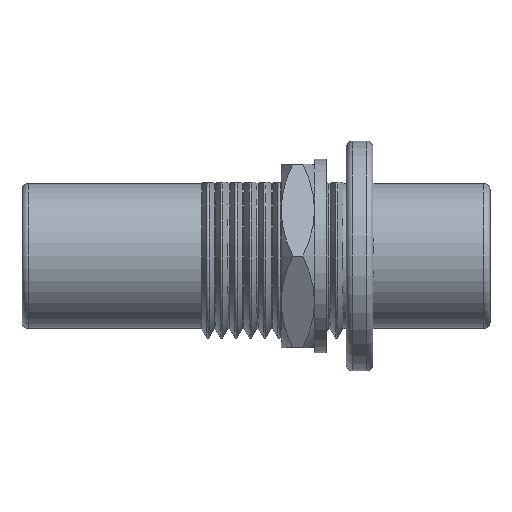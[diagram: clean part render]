
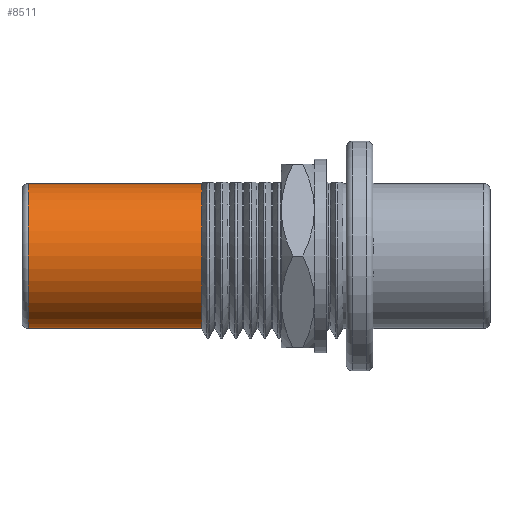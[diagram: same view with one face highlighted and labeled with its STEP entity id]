
A CAD part, left-side view. The second image highlights one B-rep face of the part: STEP entity #8511.
In plain terms, the highlighted cylindrical face has radius 5.512 mm (diameter 11.024 mm), a partial arc.
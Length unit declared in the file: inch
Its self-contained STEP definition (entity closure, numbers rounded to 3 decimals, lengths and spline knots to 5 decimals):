
#117 = DIRECTION ( 'NONE',  ( 0., -1., 0. ) ) ;
#604 = DIRECTION ( 'NONE',  ( 0., -1., 0. ) ) ;
#698 = ORIENTED_EDGE ( 'NONE', *, *, #6413, .T. ) ;
#921 = CARTESIAN_POINT ( 'NONE',  ( 0., 0., -0.217 ) ) ;
#1723 = ORIENTED_EDGE ( 'NONE', *, *, #8649, .T. ) ;
#1912 = AXIS2_PLACEMENT_3D ( 'NONE', #10457, #7087, #4938 ) ;
#2154 = AXIS2_PLACEMENT_3D ( 'NONE', #5947, #3761, #8076 ) ;
#2227 = DIRECTION ( 'NONE',  ( 0., 0., -1. ) ) ;
#2442 = VERTEX_POINT ( 'NONE', #10616 ) ;
#2648 = ORIENTED_EDGE ( 'NONE', *, *, #12623, .F. ) ;
#3761 = DIRECTION ( 'NONE',  ( 0., -1., 0. ) ) ;
#4510 = CYLINDRICAL_SURFACE ( 'NONE', #10171, 0.217 ) ;
#4860 = FACE_OUTER_BOUND ( 'NONE', #13448, .T. ) ;
#4938 = DIRECTION ( 'NONE',  ( 0., 0., -1. ) ) ;
#5207 = CIRCLE ( 'NONE', #2154, 0.217 ) ;
#5253 = LINE ( 'NONE', #13733, #7674 ) ;
#5947 = CARTESIAN_POINT ( 'NONE',  ( 0., 1.381, 0. ) ) ;
#5953 = VERTEX_POINT ( 'NONE', #11167 ) ;
#6174 = LINE ( 'NONE', #921, #9982 ) ;
#6413 = EDGE_CURVE ( 'NONE', #2442, #12937, #6174, .T. ) ;
#6440 = VERTEX_POINT ( 'NONE', #9989 ) ;
#7087 = DIRECTION ( 'NONE',  ( 0., -1., 0. ) ) ;
#7674 = VECTOR ( 'NONE', #604, 39.37008 ) ;
#8076 = DIRECTION ( 'NONE',  ( 0., 0., 1. ) ) ;
#8186 = EDGE_CURVE ( 'NONE', #5953, #6440, #5253, .T. ) ;
#8511 = ADVANCED_FACE ( 'NONE', ( #4860 ), #4510, .T. ) ;
#8649 = EDGE_CURVE ( 'NONE', #5953, #2442, #5207, .T. ) ;
#8829 = CARTESIAN_POINT ( 'NONE',  ( 0., 0., 0. ) ) ;
#9982 = VECTOR ( 'NONE', #117, 39.37008 ) ;
#9989 = CARTESIAN_POINT ( 'NONE',  ( 0., 0.863, 0.217 ) ) ;
#10157 = DIRECTION ( 'NONE',  ( 0., -1., 0. ) ) ;
#10171 = AXIS2_PLACEMENT_3D ( 'NONE', #8829, #10157, #2227 ) ;
#10457 = CARTESIAN_POINT ( 'NONE',  ( 0., 0.863, 0. ) ) ;
#10616 = CARTESIAN_POINT ( 'NONE',  ( 0., 1.381, -0.217 ) ) ;
#11167 = CARTESIAN_POINT ( 'NONE',  ( 0., 1.381, 0.217 ) ) ;
#12216 = CIRCLE ( 'NONE', #1912, 0.217 ) ;
#12623 = EDGE_CURVE ( 'NONE', #6440, #12937, #12216, .T. ) ;
#12937 = VERTEX_POINT ( 'NONE', #13344 ) ;
#13025 = ORIENTED_EDGE ( 'NONE', *, *, #8186, .F. ) ;
#13344 = CARTESIAN_POINT ( 'NONE',  ( 0., 0.863, -0.217 ) ) ;
#13448 = EDGE_LOOP ( 'NONE', ( #13025, #1723, #698, #2648 ) ) ;
#13733 = CARTESIAN_POINT ( 'NONE',  ( 0., 0., 0.217 ) ) ;
